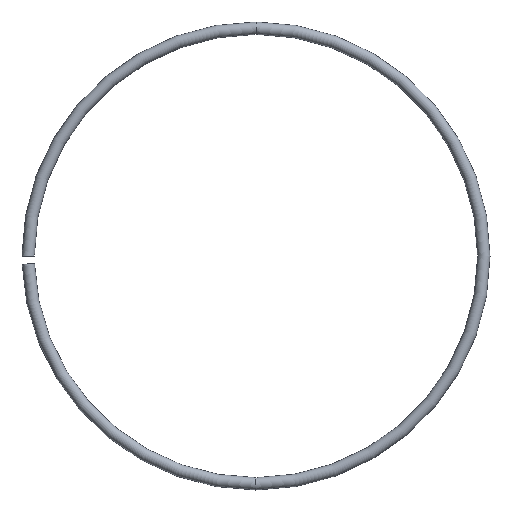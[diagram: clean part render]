
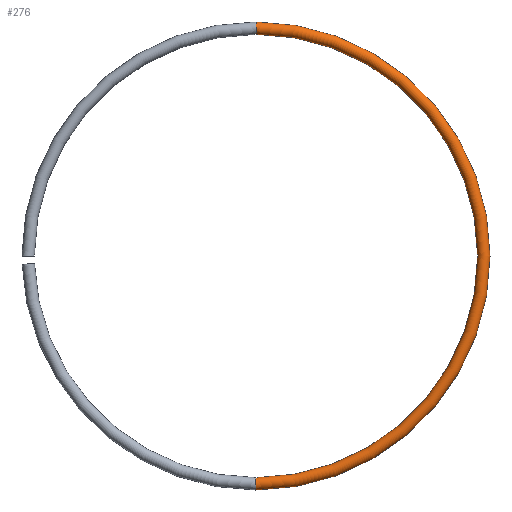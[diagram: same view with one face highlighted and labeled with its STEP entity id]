
A CAD part, left-side view. The second image highlights one B-rep face of the part: STEP entity #276.
In plain terms, the highlighted toroidal (fillet/blend) face has major radius 55.25 mm and minor radius 1.5 mm.
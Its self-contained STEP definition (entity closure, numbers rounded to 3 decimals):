
#15 = CARTESIAN_POINT ( 'NONE',  ( 0., 0., -53.75 ) ) ;
#46 = DIRECTION ( 'NONE',  ( -1., 0., 0. ) ) ;
#50 = VERTEX_POINT ( 'NONE', #15 ) ;
#54 = CARTESIAN_POINT ( 'NONE',  ( 0., 0., -55.25 ) ) ;
#60 = EDGE_CURVE ( 'NONE', #201, #50, #242, .T. ) ;
#61 = AXIS2_PLACEMENT_3D ( 'NONE', #73, #46, #249 ) ;
#68 = AXIS2_PLACEMENT_3D ( 'NONE', #248, #155, #266 ) ;
#70 = AXIS2_PLACEMENT_3D ( 'NONE', #132, #152, #265 ) ;
#73 = CARTESIAN_POINT ( 'NONE',  ( 0., 0., 0. ) ) ;
#85 = DIRECTION ( 'NONE',  ( 0., 0., -1. ) ) ;
#87 = AXIS2_PLACEMENT_3D ( 'NONE', #111, #108, #85 ) ;
#98 = VERTEX_POINT ( 'NONE', #194 ) ;
#108 = DIRECTION ( 'NONE',  ( 0., -1., 0. ) ) ;
#111 = CARTESIAN_POINT ( 'NONE',  ( 0., 0., 55.25 ) ) ;
#114 = VERTEX_POINT ( 'NONE', #232 ) ;
#130 = TOROIDAL_SURFACE ( 'NONE', #61, 55.25, 1.5 ) ;
#132 = CARTESIAN_POINT ( 'NONE',  ( 0., 0., 0. ) ) ;
#134 = FACE_OUTER_BOUND ( 'NONE', #192, .T. ) ;
#135 = CIRCLE ( 'NONE', #68, 53.75 ) ;
#143 = CIRCLE ( 'NONE', #70, 56.75 ) ;
#146 = CIRCLE ( 'NONE', #87, 1.5 ) ;
#150 = ORIENTED_EDGE ( 'NONE', *, *, #260, .F. ) ;
#151 = DIRECTION ( 'NONE',  ( 0., 1., 0. ) ) ;
#152 = DIRECTION ( 'NONE',  ( -1., 0., 0. ) ) ;
#155 = DIRECTION ( 'NONE',  ( -1., 0., 0. ) ) ;
#156 = DIRECTION ( 'NONE',  ( 0., 0., 1. ) ) ;
#162 = ORIENTED_EDGE ( 'NONE', *, *, #60, .F. ) ;
#179 = AXIS2_PLACEMENT_3D ( 'NONE', #54, #151, #156 ) ;
#181 = ORIENTED_EDGE ( 'NONE', *, *, #243, .T. ) ;
#192 = EDGE_LOOP ( 'NONE', ( #162, #181, #215, #150 ) ) ;
#194 = CARTESIAN_POINT ( 'NONE',  ( 0., 0., 53.75 ) ) ;
#201 = VERTEX_POINT ( 'NONE', #247 ) ;
#215 = ORIENTED_EDGE ( 'NONE', *, *, #218, .T. ) ;
#218 = EDGE_CURVE ( 'NONE', #114, #98, #146, .T. ) ;
#232 = CARTESIAN_POINT ( 'NONE',  ( 0., 0., 56.75 ) ) ;
#242 = CIRCLE ( 'NONE', #179, 1.5 ) ;
#243 = EDGE_CURVE ( 'NONE', #201, #114, #143, .T. ) ;
#247 = CARTESIAN_POINT ( 'NONE',  ( 0., 0., -56.75 ) ) ;
#248 = CARTESIAN_POINT ( 'NONE',  ( 0., 0., 0. ) ) ;
#249 = DIRECTION ( 'NONE',  ( 0., 0., 1. ) ) ;
#260 = EDGE_CURVE ( 'NONE', #50, #98, #135, .T. ) ;
#265 = DIRECTION ( 'NONE',  ( 0., 0., 1. ) ) ;
#266 = DIRECTION ( 'NONE',  ( 0., 0., 1. ) ) ;
#276 = ADVANCED_FACE ( 'NONE', ( #134 ), #130, .T. ) ;
